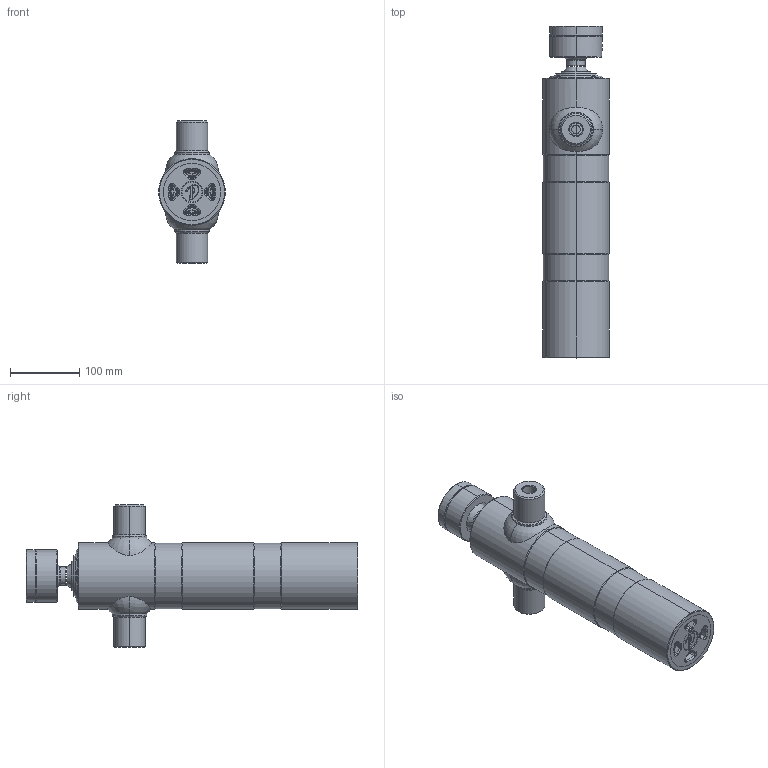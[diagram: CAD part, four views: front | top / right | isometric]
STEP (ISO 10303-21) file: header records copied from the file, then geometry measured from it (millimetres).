
FILE_DESCRIPTION (( 'STEP AP203' ), '1' );
FILE_NAME ('306.BGHR.STEP', '2014-10-06T13:29:20', ( '' ), ( '' ), 'SwSTEP 2.0', 'SolidWorks 2013', '' );
FILE_SCHEMA (( 'CONFIG_CONTROL_DESIGN' ));
Length unit declared in the file: millimetre
Products named in the file (1): 306.BGHR
Bounding box: 96 x 478 x 205 mm (x, y, z)
Surface area: 389787.3 mm2 (no closed solid volume)
Topology: 0 solids, 16 shells, 265 faces, 692 edges, 434 vertices
Faces by surface type: cylinder 75, cone 75, torus 75, plane 29, bspline 9, sphere 2
Entity records: 9783 total; most frequent: CARTESIAN_POINT 3209, DIRECTION 1540, ORIENTED_EDGE 1180, EDGE_CURVE 687, AXIS2_PLACEMENT_3D 662, VERTEX_POINT 431, CIRCLE 405, EDGE_LOOP 282
